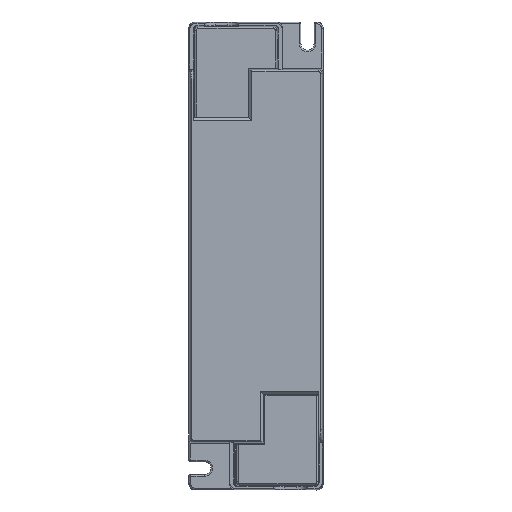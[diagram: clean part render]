
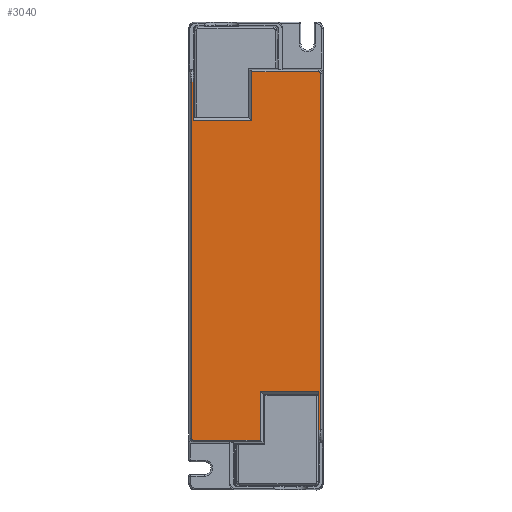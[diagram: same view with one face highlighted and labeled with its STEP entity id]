
A CAD part, front view. The second image highlights one B-rep face of the part: STEP entity #3040.
In plain terms, the highlighted face is planar.
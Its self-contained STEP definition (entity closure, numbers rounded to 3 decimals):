
#1310=CARTESIAN_POINT('',(-59.072,25.,-20.072));
#1320=VERTEX_POINT('',#1310);
#1350=CARTESIAN_POINT('',(-59.072,25.,-20.072));
#1360=DIRECTION('',(0.,0.,1.));
#1370=VECTOR('',#1360,1.);
#1380=LINE('',#1350,#1370);
#1390=CARTESIAN_POINT('',(-59.072,25.,1.332));
#1400=VERTEX_POINT('',#1390);
#1410=EDGE_CURVE('',#1320,#1400,#1380,.T.);
#1650=CARTESIAN_POINT('',(-43.332,25.,1.332));
#1660=DIRECTION('',(-1.,0.,0.));
#1670=VECTOR('',#1660,1.);
#1680=LINE('',#1650,#1670);
#1690=CARTESIAN_POINT('',(-43.332,25.,
1.332));
#1700=VERTEX_POINT('',#1690);
#1710=EDGE_CURVE('',#1700,#1400,#1680,.T.);
#1990=CARTESIAN_POINT('',(11.5,25.,0.));
#2000=DIRECTION('',(0.,1.,0.));
#2010=DIRECTION('',(-1.,0.,0.));
#2020=AXIS2_PLACEMENT_3D('',#1990,#2000,#2010);
#2030=PLANE('',#2020);
#2040=CARTESIAN_POINT('',(-55.633,25.,20.066));
#2050=DIRECTION('',(0.,0.,1.));
#2060=VECTOR('',#2050,1.);
#2070=LINE('',#2040,#2060);
#2080=CARTESIAN_POINT('',(-55.633,25.,20.066));
#2090=VERTEX_POINT('',#2080);
#2100=CARTESIAN_POINT('',(-55.633,25.,20.572));
#2110=VERTEX_POINT('',#2100);
#2120=EDGE_CURVE('',#2090,#2110,#2070,.T.);
#2130=ORIENTED_EDGE('',*,*,#2120,.T.);
#2140=CARTESIAN_POINT('',(-55.633,25.,20.066));
#2150=DIRECTION('',(1.,0.,0.));
#2160=VECTOR('',#2150,1.);
#2170=LINE('',#2140,#2160);
#2180=CARTESIAN_POINT('',(-43.332,25.,20.066));
#2190=VERTEX_POINT('',#2180);
#2200=EDGE_CURVE('',#2090,#2190,#2170,.T.);
#2210=ORIENTED_EDGE('',*,*,#2200,.F.);
#2220=CARTESIAN_POINT('',(-43.332,25.,
1.332));
#2230=DIRECTION('',(0.,0.,1.));
#2240=VECTOR('',#2230,1.);
#2250=LINE('',#2220,#2240);
#2260=EDGE_CURVE('',#1700,#2190,#2250,.T.);
#2270=ORIENTED_EDGE('',*,*,#2260,.T.);
#2280=ORIENTED_EDGE('',*,*,#1710,.F.);
#2290=ORIENTED_EDGE('',*,*,#1410,.T.);
#2300=CARTESIAN_POINT('',(-58.572,25.,
-20.072));
#2310=DIRECTION('',(0.,-1.,0.));
#2320=DIRECTION('',(-1.,0.,
0.));
#2330=AXIS2_PLACEMENT_3D('',#2300,#2310,#2320);
#2340=CIRCLE('',#2330,0.5);
#2350=CARTESIAN_POINT('',(-58.572,25.,-20.572));
#2360=VERTEX_POINT('',#2350);
#2370=EDGE_CURVE('',#1320,#2360,#2340,.T.);
#2380=ORIENTED_EDGE('',*,*,#2370,.F.);
#2390=CARTESIAN_POINT('',(55.633,25.,-20.572));
#2400=DIRECTION('',(-1.,0.,0.));
#2410=VECTOR('',#2400,1.);
#2420=LINE('',#2390,#2410);
#2430=CARTESIAN_POINT('',(55.633,25.,-20.572));
#2440=VERTEX_POINT('',#2430);
#2450=EDGE_CURVE('',#2440,#2360,#2420,.T.);
#2460=ORIENTED_EDGE('',*,*,#2450,.T.);
#2470=CARTESIAN_POINT('',(55.633,25.,-20.066));
#2480=DIRECTION('',(0.,0.,-1.));
#2490=VECTOR('',#2480,1.);
#2500=LINE('',#2470,#2490);
#2510=CARTESIAN_POINT('',(55.633,25.,-20.066));
#2520=VERTEX_POINT('',#2510);
#2530=EDGE_CURVE('',#2520,#2440,#2500,.T.);
#2540=ORIENTED_EDGE('',*,*,#2530,.T.);
#2550=CARTESIAN_POINT('',(55.633,25.,-20.066));
#2560=DIRECTION('',(-1.,0.,0.));
#2570=VECTOR('',#2560,1.);
#2580=LINE('',#2550,#2570);
#2590=CARTESIAN_POINT('',(43.332,25.,-20.066));
#2600=VERTEX_POINT('',#2590);
#2610=EDGE_CURVE('',#2520,#2600,#2580,.T.);
#2620=ORIENTED_EDGE('',*,*,#2610,.F.);
#2630=CARTESIAN_POINT('',(43.332,25.,
-1.332));
#2640=DIRECTION('',(0.,0.,-1.));
#2650=VECTOR('',#2640,1.);
#2660=LINE('',#2630,#2650);
#2670=CARTESIAN_POINT('',(43.332,25.,-1.332));
#2680=VERTEX_POINT('',#2670);
#2690=EDGE_CURVE('',#2680,#2600,#2660,.T.);
#2700=ORIENTED_EDGE('',*,*,#2690,.T.);
#2710=CARTESIAN_POINT('',(59.072,25.,
-1.332));
#2720=DIRECTION('',(-1.,0.,0.));
#2730=VECTOR('',#2720,1.);
#2740=LINE('',#2710,#2730);
#2750=CARTESIAN_POINT('',(59.072,25.,-1.332));
#2760=VERTEX_POINT('',#2750);
#2770=EDGE_CURVE('',#2760,#2680,#2740,.T.);
#2780=ORIENTED_EDGE('',*,*,#2770,.T.);
#2790=CARTESIAN_POINT('',(59.072,25.,20.072));
#2800=DIRECTION('',(0.,0.,-1.));
#2810=VECTOR('',#2800,1.);
#2820=LINE('',#2790,#2810);
#2830=CARTESIAN_POINT('',(59.072,25.,20.072));
#2840=VERTEX_POINT('',#2830);
#2850=EDGE_CURVE('',#2840,#2760,#2820,.T.);
#2860=ORIENTED_EDGE('',*,*,#2850,.T.);
#2870=CARTESIAN_POINT('',(58.572,25.,
20.072));
#2880=DIRECTION('',(0.,-1.,0.));
#2890=DIRECTION('',(1.,0.,
0.));
#2900=AXIS2_PLACEMENT_3D('',#2870,#2880,#2890);
#2910=CIRCLE('',#2900,0.5);
#2920=CARTESIAN_POINT('',(58.572,25.,
20.572));
#2930=VERTEX_POINT('',#2920);
#2940=EDGE_CURVE('',#2840,#2930,#2910,.T.);
#2950=ORIENTED_EDGE('',*,*,#2940,.F.);
#2960=CARTESIAN_POINT('',(-55.633,25.,20.572));
#2970=DIRECTION('',(1.,0.,0.));
#2980=VECTOR('',#2970,1.);
#2990=LINE('',#2960,#2980);
#3000=EDGE_CURVE('',#2110,#2930,#2990,.T.);
#3010=ORIENTED_EDGE('',*,*,#3000,.T.);
#3020=EDGE_LOOP('',(#3010,#2950,#2860,#2780,#2700,#2620,#2540,#2460,
#2380,#2290,#2280,#2270,#2210,#2130));
#3030=FACE_OUTER_BOUND('',#3020,.T.);
#3040=ADVANCED_FACE('',(#3030),#2030,.T.);
